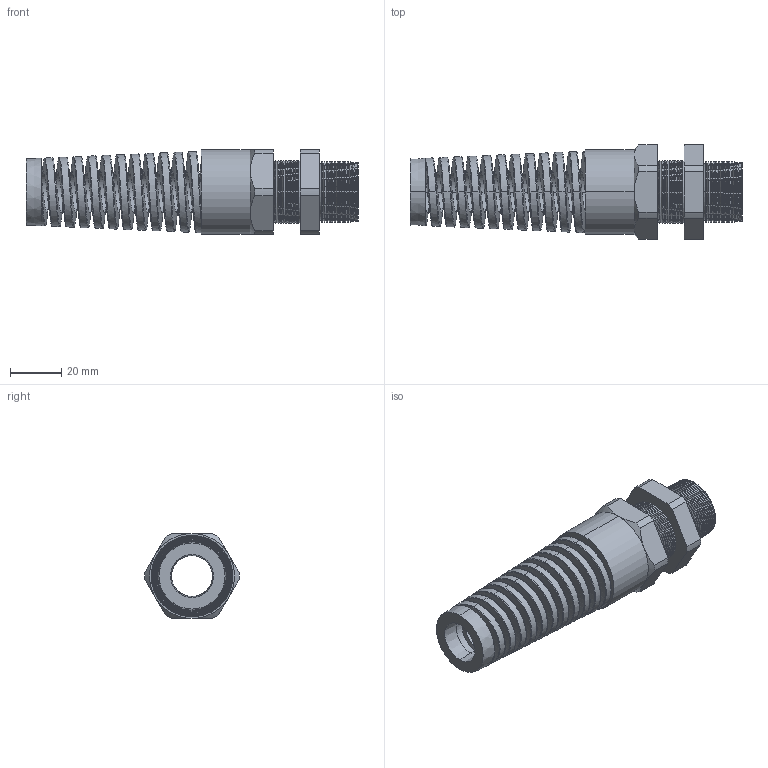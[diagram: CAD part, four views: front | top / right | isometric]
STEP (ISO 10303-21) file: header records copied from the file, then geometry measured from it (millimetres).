
FILE_DESCRIPTION (( 'STEP AP203' ), '1' );
FILE_NAME ('CF25DR-GY.STEP', '2008-05-24T09:59:19', ( 'Baystate01' ), ( 'Baystate' ), 'SwSTEP 2.0', 'SolidWorks 2007', '' );
FILE_SCHEMA (( 'CONFIG_CONTROL_DESIGN' ));
Length unit declared in the file: inch
Products named in the file (1): CF25DR-GY
Bounding box: 129.04 x 36.64 x 33.02 mm (x, y, z)
Volume: 48961 mm3; surface area: 29991 mm2
Topology: 2 solids, 2 shells, 264 faces, 603 edges, 347 vertices
Faces by surface type: cone 182, cylinder 47, plane 25, torus 6, bspline 4
Entity records: 20532 total; most frequent: CARTESIAN_POINT 14630, DIRECTION 1237, ORIENTED_EDGE 1206, EDGE_CURVE 603, AXIS2_PLACEMENT_3D 490, VERTEX_POINT 347, EDGE_LOOP 274, FACE_OUTER_BOUND 264
